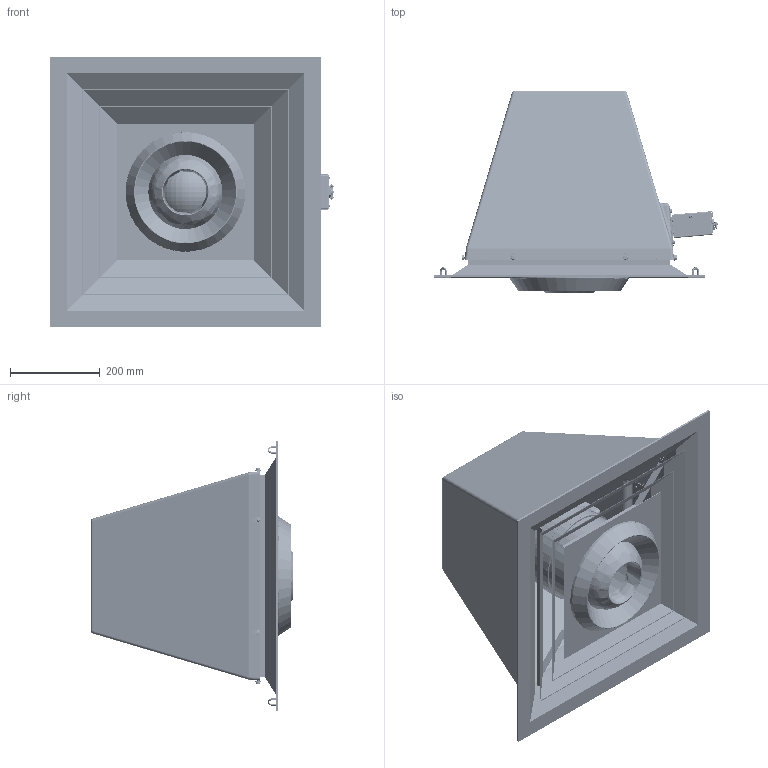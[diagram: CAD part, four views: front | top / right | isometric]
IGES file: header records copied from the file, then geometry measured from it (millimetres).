
Start section: SolidWorks IGES file using analytic representation for surfaces
Global section: file name: IC20.IGS; native system: SolidWorks 2016; preprocessor: SolidWorks 2016; author: AdminPC; date: 170227.210032; units: inch
Bounding box: 632.63 x 451.39 x 603.3 mm (x, y, z)
Surface area: 3284392.1 mm2 (no closed solid volume)
Topology: 0 solids, 0 shells, 5370 faces, 49318 edges, 49307 vertices
Faces by surface type: revolution 3997, bspline 1373
